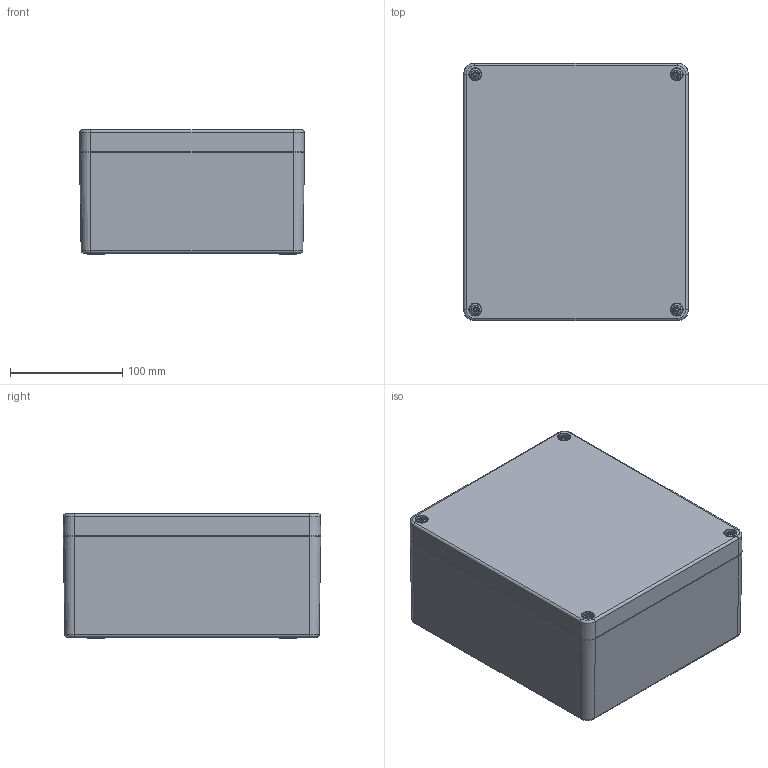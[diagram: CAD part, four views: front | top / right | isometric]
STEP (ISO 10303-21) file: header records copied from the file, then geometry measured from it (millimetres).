
FILE_DESCRIPTION(/* description */ (''),/* implementation_level */ '2;1');
FILE_NAME(/* name */ '0100103000-MBA_202311.stp',/* time_stamp */ '2019-08-05T15:41:44+02:00',/* author */ ('alexander.rose'),/* organization */ (''),/* preprocessor_version */ 'ST-DEVELOPER v17',/* originating_system */ 'Autodesk Inventor 2019',/* authorisation */ '');
FILE_SCHEMA (('AUTOMOTIVE_DESIGN { 1 0 10303 214 3 1 1 }'));
Length unit declared in the file: millimetre
Products named in the file (5): 0100103000-MBA_202311; 0100103002-UT_202318; 0100103001-OT_202311; 1990000107 Schraube BM 6x25; xxx-O-Ring-MBA_202311
Assembly tree (7 placements, depth 2):
  0100103000-MBA_202311
    0100103002-UT_202318
    0100103001-OT_202311
    1990000107 Schraube BM 6x25  x4
    xxx-O-Ring-MBA_202311
Bounding box: 200.99 x 229.99 x 111 mm (x, y, z)
Volume: 941924.8 mm3; surface area: 400682.4 mm2
Topology: 7 solids, 7 shells, 1651 faces, 4115 edges, 2597 vertices
Faces by surface type: plane 604, bspline 325, cylinder 261, torus 261, cone 196, sphere 4
Full cylindrical faces by diameter (mm): 4.917 x11, 5 x4, 5.4 x4, 6 x4, 9 x5, 10 x9, 12 x2
Entity records: 48508 total; most frequent: CARTESIAN_POINT 13655, ORIENTED_EDGE 7508, DIRECTION 6619, EDGE_CURVE 3754, VERTEX_POINT 2369, AXIS2_PLACEMENT_3D 2359, LINE 1901, VECTOR 1901
